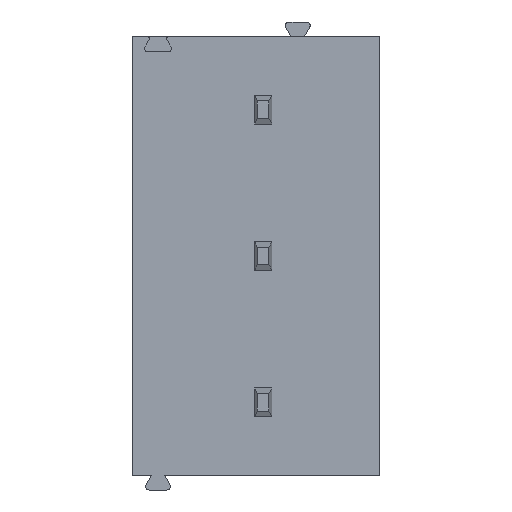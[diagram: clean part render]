
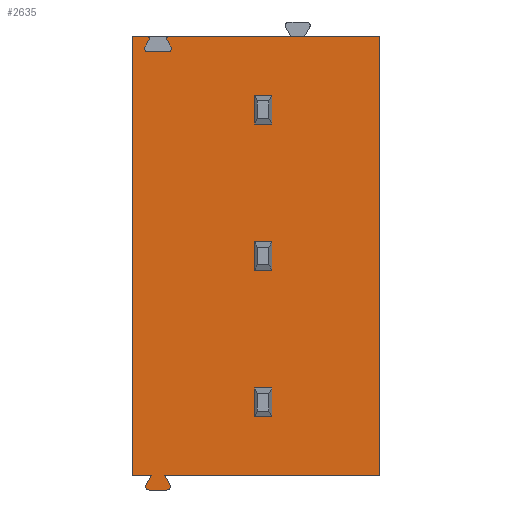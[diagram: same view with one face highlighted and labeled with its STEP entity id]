
A CAD part, front view. The second image highlights one B-rep face of the part: STEP entity #2635.
In plain terms, the highlighted planar face has unit normal (0, -1, 0).
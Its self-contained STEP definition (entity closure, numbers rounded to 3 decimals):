
#21=DIRECTION('',(1.,0.,0.));
#22=VECTOR('',#21,0.529);
#23=CARTESIAN_POINT('',(-4.3,-9.55,12.7));
#24=LINE('',#23,#22);
#81=DIRECTION('',(1.,0.,0.));
#82=VECTOR('',#81,7.329);
#83=CARTESIAN_POINT('',(-3.029,-9.55,12.7));
#84=LINE('',#83,#82);
#125=DIRECTION('',(-0.5,0.,0.866));
#126=VECTOR('',#125,0.297);
#127=CARTESIAN_POINT('',(-2.945,-9.55,12.33));
#128=LINE('',#127,#126);
#129=CARTESIAN_POINT('',(-3.029,-9.55,12.625));
#130=DIRECTION('',(0.,-1.,0.));
#131=DIRECTION('',(0.,0.,1.));
#132=AXIS2_PLACEMENT_3D('',#129,#130,#131);
#134=DIRECTION('',(-0.5,0.,0.866));
#135=VECTOR('',#134,0.37);
#136=CARTESIAN_POINT('',(-2.985,-9.55,
-2.86));
#137=LINE('',#136,#135);
#138=CARTESIAN_POINT('',(-3.089,-9.55,-2.92));
#139=DIRECTION('',(0.,-1.,0.));
#140=DIRECTION('',(0.,0.,-1.));
#141=AXIS2_PLACEMENT_3D('',#138,#139,#140);
#143=DIRECTION('',(1.,0.,0.));
#144=VECTOR('',#143,0.622);
#145=CARTESIAN_POINT('',(-3.711,-9.55,-3.04));
#146=LINE('',#145,#144);
#147=CARTESIAN_POINT('',(-3.711,-9.55,-2.92));
#148=DIRECTION('',(0.,-1.,0.));
#149=DIRECTION('',(-0.866,0.,0.5));
#150=AXIS2_PLACEMENT_3D('',#147,#148,#149);
#152=DIRECTION('',(-0.5,0.,-0.866));
#153=VECTOR('',#152,0.37);
#154=CARTESIAN_POINT('',(-3.63,-9.55,-2.54));
#155=LINE('',#154,#153);
#156=DIRECTION('',(0.,0.,-1.));
#157=VECTOR('',#156,15.24);
#158=CARTESIAN_POINT('',(-4.3,-9.55,12.7));
#159=LINE('',#158,#157);
#160=CARTESIAN_POINT('',(-3.771,-9.55,12.625));
#161=DIRECTION('',(0.,-1.,0.));
#162=DIRECTION('',(0.866,0.,-0.5));
#163=AXIS2_PLACEMENT_3D('',#160,#161,#162);
#165=DIRECTION('',(-0.5,0.,-0.866));
#166=VECTOR('',#165,0.297);
#167=CARTESIAN_POINT('',(-3.706,-9.55,12.587));
#168=LINE('',#167,#166);
#169=CARTESIAN_POINT('',(-3.769,-9.55,12.28));
#170=DIRECTION('',(0.,-1.,0.));
#171=DIRECTION('',(-0.865,0.,0.501));
#172=AXIS2_PLACEMENT_3D('',#169,#170,#171);
#174=DIRECTION('',(1.,0.,0.));
#175=VECTOR('',#174,0.737);
#176=CARTESIAN_POINT('',(-3.769,-9.55,12.18));
#177=LINE('',#176,#175);
#178=CARTESIAN_POINT('',(-3.031,-9.55,12.28));
#179=DIRECTION('',(0.,-1.,0.));
#180=DIRECTION('',(0.,0.,-1.));
#181=AXIS2_PLACEMENT_3D('',#178,#179,#180);
#183=DIRECTION('',(1.,0.,0.));
#184=VECTOR('',#183,0.6);
#185=CARTESIAN_POINT('',(-0.05,-9.55,-0.5));
#186=LINE('',#185,#184);
#187=DIRECTION('',(0.,0.,1.));
#188=VECTOR('',#187,1.);
#189=CARTESIAN_POINT('',(0.55,-9.55,-0.5));
#190=LINE('',#189,#188);
#191=DIRECTION('',(1.,0.,0.));
#192=VECTOR('',#191,0.6);
#193=CARTESIAN_POINT('',(-0.05,-9.55,0.5));
#194=LINE('',#193,#192);
#195=DIRECTION('',(0.,0.,1.));
#196=VECTOR('',#195,1.);
#197=CARTESIAN_POINT('',(-0.05,-9.55,-0.5));
#198=LINE('',#197,#196);
#199=DIRECTION('',(1.,0.,0.));
#200=VECTOR('',#199,0.6);
#201=CARTESIAN_POINT('',(-0.05,-9.55,4.58));
#202=LINE('',#201,#200);
#203=DIRECTION('',(0.,0.,1.));
#204=VECTOR('',#203,1.);
#205=CARTESIAN_POINT('',(0.55,-9.55,4.58));
#206=LINE('',#205,#204);
#207=DIRECTION('',(1.,0.,0.));
#208=VECTOR('',#207,0.6);
#209=CARTESIAN_POINT('',(-0.05,-9.55,5.58));
#210=LINE('',#209,#208);
#211=DIRECTION('',(0.,0.,1.));
#212=VECTOR('',#211,1.);
#213=CARTESIAN_POINT('',(-0.05,-9.55,4.58));
#214=LINE('',#213,#212);
#215=DIRECTION('',(1.,0.,0.));
#216=VECTOR('',#215,0.6);
#217=CARTESIAN_POINT('',(-0.05,-9.55,9.66));
#218=LINE('',#217,#216);
#219=DIRECTION('',(0.,0.,1.));
#220=VECTOR('',#219,1.);
#221=CARTESIAN_POINT('',(0.55,-9.55,9.66));
#222=LINE('',#221,#220);
#223=DIRECTION('',(1.,0.,0.));
#224=VECTOR('',#223,0.6);
#225=CARTESIAN_POINT('',(-0.05,-9.55,10.66));
#226=LINE('',#225,#224);
#227=DIRECTION('',(0.,0.,1.));
#228=VECTOR('',#227,1.);
#229=CARTESIAN_POINT('',(-0.05,-9.55,9.66));
#230=LINE('',#229,#228);
#251=DIRECTION('',(0.,0.,-1.));
#252=VECTOR('',#251,15.24);
#253=CARTESIAN_POINT('',(4.3,-9.55,12.7));
#254=LINE('',#253,#252);
#462=DIRECTION('',(1.,0.,0.));
#463=VECTOR('',#462,0.67);
#464=CARTESIAN_POINT('',(-4.3,-9.55,-2.54));
#465=LINE('',#464,#463);
#478=DIRECTION('',(1.,0.,0.));
#479=VECTOR('',#478,7.47);
#480=CARTESIAN_POINT('',(-3.17,-9.55,-2.54));
#481=LINE('',#480,#479);
#1966=CARTESIAN_POINT('',(4.3,-9.55,12.7));
#1968=VERTEX_POINT('',#1966);
#1986=CARTESIAN_POINT('',(-4.3,-9.55,12.7));
#1987=VERTEX_POINT('',#1986);
#1988=CARTESIAN_POINT('',(4.3,-9.55,-2.54));
#1990=VERTEX_POINT('',#1988);
#2008=CARTESIAN_POINT('',(-4.3,-9.55,-2.54));
#2009=VERTEX_POINT('',#2008);
#2010=CARTESIAN_POINT('',(-3.711,-9.55,-3.04));
#2011=CARTESIAN_POINT('',(-3.089,-9.55,-3.04));
#2012=VERTEX_POINT('',#2010);
#2013=VERTEX_POINT('',#2011);
#2014=CARTESIAN_POINT('',(-2.985,-9.55,
-2.86));
#2015=VERTEX_POINT('',#2014);
#2016=CARTESIAN_POINT('',(-3.815,-9.55,
-2.86));
#2017=VERTEX_POINT('',#2016);
#2030=CARTESIAN_POINT('',(-3.17,-9.55,-2.54));
#2031=VERTEX_POINT('',#2030);
#2032=CARTESIAN_POINT('',(-3.63,-9.55,-2.54));
#2033=VERTEX_POINT('',#2032);
#2074=CARTESIAN_POINT('',(-3.029,-9.55,12.7));
#2075=VERTEX_POINT('',#2074);
#2076=CARTESIAN_POINT('',(-3.771,-9.55,12.7));
#2077=VERTEX_POINT('',#2076);
#2078=CARTESIAN_POINT('',(-2.945,-9.55,
12.33));
#2079=CARTESIAN_POINT('',(-3.094,-9.55,
12.588));
#2080=VERTEX_POINT('',#2078);
#2081=VERTEX_POINT('',#2079);
#2082=CARTESIAN_POINT('',(-3.706,-9.55,
12.587));
#2083=VERTEX_POINT('',#2082);
#2084=CARTESIAN_POINT('',(-3.855,-9.55,
12.33));
#2085=VERTEX_POINT('',#2084);
#2086=CARTESIAN_POINT('',(-3.769,-9.55,12.18));
#2087=VERTEX_POINT('',#2086);
#2088=CARTESIAN_POINT('',(-3.031,-9.55,12.18));
#2089=VERTEX_POINT('',#2088);
#2212=CARTESIAN_POINT('',(-0.05,-9.55,-0.5));
#2213=CARTESIAN_POINT('',(0.55,-9.55,-0.5));
#2214=VERTEX_POINT('',#2212);
#2215=VERTEX_POINT('',#2213);
#2216=CARTESIAN_POINT('',(-0.05,-9.55,0.5));
#2217=CARTESIAN_POINT('',(0.55,-9.55,0.5));
#2218=VERTEX_POINT('',#2216);
#2219=VERTEX_POINT('',#2217);
#2326=CARTESIAN_POINT('',(-0.05,-9.55,4.58));
#2327=CARTESIAN_POINT('',(0.55,-9.55,4.58));
#2328=VERTEX_POINT('',#2326);
#2329=VERTEX_POINT('',#2327);
#2330=CARTESIAN_POINT('',(-0.05,-9.55,5.58));
#2331=CARTESIAN_POINT('',(0.55,-9.55,5.58));
#2332=VERTEX_POINT('',#2330);
#2333=VERTEX_POINT('',#2331);
#2452=CARTESIAN_POINT('',(-0.05,-9.55,9.66));
#2453=CARTESIAN_POINT('',(0.55,-9.55,9.66));
#2454=VERTEX_POINT('',#2452);
#2455=VERTEX_POINT('',#2453);
#2456=CARTESIAN_POINT('',(-0.05,-9.55,10.66));
#2457=CARTESIAN_POINT('',(0.55,-9.55,10.66));
#2458=VERTEX_POINT('',#2456);
#2459=VERTEX_POINT('',#2457);
#2565=CARTESIAN_POINT('',(-4.3,-9.55,12.7));
#2566=DIRECTION('',(0.,-1.,0.));
#2567=DIRECTION('',(1.,0.,0.));
#2568=AXIS2_PLACEMENT_3D('',#2565,#2566,#2567);
#2569=PLANE('',#2568);
#2571=ORIENTED_EDGE('',*,*,#2570,.T.);
#2572=ORIENTED_EDGE('',*,*,#2557,.F.);
#2573=ORIENTED_EDGE('',*,*,#2521,.T.);
#2575=ORIENTED_EDGE('',*,*,#2574,.T.);
#2577=ORIENTED_EDGE('',*,*,#2576,.F.);
#2579=ORIENTED_EDGE('',*,*,#2578,.F.);
#2581=ORIENTED_EDGE('',*,*,#2580,.F.);
#2583=ORIENTED_EDGE('',*,*,#2582,.F.);
#2585=ORIENTED_EDGE('',*,*,#2584,.F.);
#2587=ORIENTED_EDGE('',*,*,#2586,.F.);
#2589=ORIENTED_EDGE('',*,*,#2588,.F.);
#2591=ORIENTED_EDGE('',*,*,#2590,.F.);
#2592=ORIENTED_EDGE('',*,*,#2491,.T.);
#2594=ORIENTED_EDGE('',*,*,#2593,.F.);
#2596=ORIENTED_EDGE('',*,*,#2595,.T.);
#2598=ORIENTED_EDGE('',*,*,#2597,.T.);
#2600=ORIENTED_EDGE('',*,*,#2599,.T.);
#2602=ORIENTED_EDGE('',*,*,#2601,.T.);
#2603=EDGE_LOOP('',(#2571,#2572,#2573,#2575,#2577,#2579,#2581,#2583,#2585,#2587,
#2589,#2591,#2592,#2594,#2596,#2598,#2600,#2602));
#2604=FACE_OUTER_BOUND('',#2603,.F.);
#2606=ORIENTED_EDGE('',*,*,#2605,.T.);
#2608=ORIENTED_EDGE('',*,*,#2607,.T.);
#2610=ORIENTED_EDGE('',*,*,#2609,.F.);
#2612=ORIENTED_EDGE('',*,*,#2611,.F.);
#2613=EDGE_LOOP('',(#2606,#2608,#2610,#2612));
#2614=FACE_BOUND('',#2613,.F.);
#2616=ORIENTED_EDGE('',*,*,#2615,.T.);
#2618=ORIENTED_EDGE('',*,*,#2617,.T.);
#2620=ORIENTED_EDGE('',*,*,#2619,.F.);
#2622=ORIENTED_EDGE('',*,*,#2621,.F.);
#2623=EDGE_LOOP('',(#2616,#2618,#2620,#2622));
#2624=FACE_BOUND('',#2623,.F.);
#2626=ORIENTED_EDGE('',*,*,#2625,.T.);
#2628=ORIENTED_EDGE('',*,*,#2627,.T.);
#2630=ORIENTED_EDGE('',*,*,#2629,.F.);
#2632=ORIENTED_EDGE('',*,*,#2631,.F.);
#2633=EDGE_LOOP('',(#2626,#2628,#2630,#2632));
#2634=FACE_BOUND('',#2633,.F.);
#133=CIRCLE('',#132,0.075);
#142=CIRCLE('',#141,0.12);
#151=CIRCLE('',#150,0.12);
#164=CIRCLE('',#163,0.075);
#173=CIRCLE('',#172,0.1);
#182=CIRCLE('',#181,0.1);
#2491=EDGE_CURVE('',#1987,#2077,#24,.T.);
#2521=EDGE_CURVE('',#2075,#1968,#84,.T.);
#2557=EDGE_CURVE('',#2075,#2081,#133,.T.);
#2570=EDGE_CURVE('',#2080,#2081,#128,.T.);
#2574=EDGE_CURVE('',#1968,#1990,#254,.T.);
#2576=EDGE_CURVE('',#2031,#1990,#481,.T.);
#2578=EDGE_CURVE('',#2015,#2031,#137,.T.);
#2580=EDGE_CURVE('',#2013,#2015,#142,.T.);
#2582=EDGE_CURVE('',#2012,#2013,#146,.T.);
#2584=EDGE_CURVE('',#2017,#2012,#151,.T.);
#2586=EDGE_CURVE('',#2033,#2017,#155,.T.);
#2588=EDGE_CURVE('',#2009,#2033,#465,.T.);
#2590=EDGE_CURVE('',#1987,#2009,#159,.T.);
#2593=EDGE_CURVE('',#2083,#2077,#164,.T.);
#2595=EDGE_CURVE('',#2083,#2085,#168,.T.);
#2597=EDGE_CURVE('',#2085,#2087,#173,.T.);
#2599=EDGE_CURVE('',#2087,#2089,#177,.T.);
#2601=EDGE_CURVE('',#2089,#2080,#182,.T.);
#2605=EDGE_CURVE('',#2214,#2215,#186,.T.);
#2607=EDGE_CURVE('',#2215,#2219,#190,.T.);
#2609=EDGE_CURVE('',#2218,#2219,#194,.T.);
#2611=EDGE_CURVE('',#2214,#2218,#198,.T.);
#2615=EDGE_CURVE('',#2328,#2329,#202,.T.);
#2617=EDGE_CURVE('',#2329,#2333,#206,.T.);
#2619=EDGE_CURVE('',#2332,#2333,#210,.T.);
#2621=EDGE_CURVE('',#2328,#2332,#214,.T.);
#2625=EDGE_CURVE('',#2454,#2455,#218,.T.);
#2627=EDGE_CURVE('',#2455,#2459,#222,.T.);
#2629=EDGE_CURVE('',#2458,#2459,#226,.T.);
#2631=EDGE_CURVE('',#2454,#2458,#230,.T.);
#2635=ADVANCED_FACE('',(#2604,#2614,#2624,#2634),#2569,.T.);
